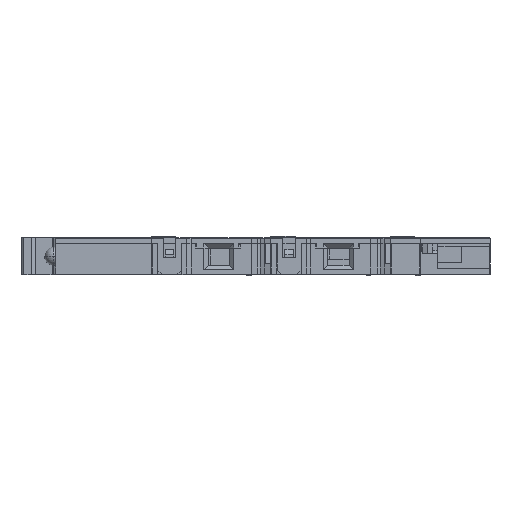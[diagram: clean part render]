
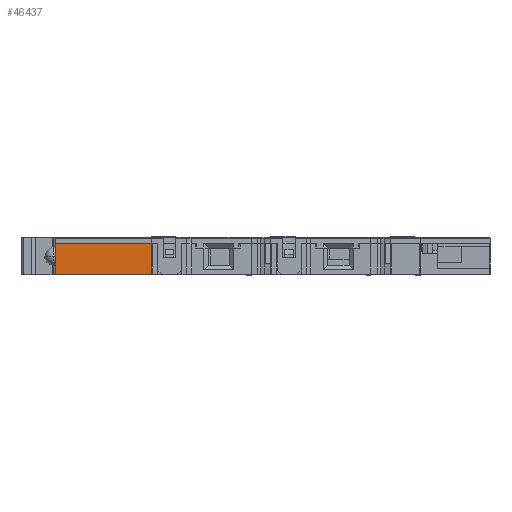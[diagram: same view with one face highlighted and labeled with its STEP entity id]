
A CAD part, left-side view. The second image highlights one B-rep face of the part: STEP entity #46437.
In plain terms, the highlighted planar face has unit normal (-1, 0, 0).
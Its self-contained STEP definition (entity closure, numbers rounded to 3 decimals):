
#689 = VERTEX_POINT ( 'NONE', #55372 ) ;
#2747 = DIRECTION ( 'NONE',  ( 1., 0., 0. ) ) ;
#3537 = VERTEX_POINT ( 'NONE', #38852 ) ;
#4383 = CARTESIAN_POINT ( 'NONE',  ( -155.54, -51.851, -1. ) ) ;
#5348 = LINE ( 'NONE', #49958, #31520 ) ;
#8427 = CARTESIAN_POINT ( 'NONE',  ( -155.54, -36.301, -1. ) ) ;
#9810 = VECTOR ( 'NONE', #29359, 1000. ) ;
#11165 = VERTEX_POINT ( 'NONE', #48254 ) ;
#11210 = ORIENTED_EDGE ( 'NONE', *, *, #45879, .T. ) ;
#11698 = ORIENTED_EDGE ( 'NONE', *, *, #34962, .T. ) ;
#17722 = CARTESIAN_POINT ( 'NONE',  ( -155.54, -51.851, -1. ) ) ;
#19723 = ORIENTED_EDGE ( 'NONE', *, *, #58612, .T. ) ;
#20650 = DIRECTION ( 'NONE',  ( 0., 1., 0. ) ) ;
#21742 = FACE_OUTER_BOUND ( 'NONE', #32554, .T. ) ;
#26509 = CARTESIAN_POINT ( 'NONE',  ( -155.54, -36.301, 4.1 ) ) ;
#29359 = DIRECTION ( 'NONE',  ( 0., 0., 1. ) ) ;
#31520 = VECTOR ( 'NONE', #20650, 1000. ) ;
#32554 = EDGE_LOOP ( 'NONE', ( #41478, #11698, #19723, #11210 ) ) ;
#33515 = CARTESIAN_POINT ( 'NONE',  ( -155.54, -51.851, -0.85 ) ) ;
#33671 = LINE ( 'NONE', #4383, #9810 ) ;
#34962 = EDGE_CURVE ( 'NONE', #63254, #3537, #63997, .T. ) ;
#37851 = DIRECTION ( 'NONE',  ( 0., -1., 0. ) ) ;
#38154 = EDGE_CURVE ( 'NONE', #11165, #63254, #5348, .T. ) ;
#38852 = CARTESIAN_POINT ( 'NONE',  ( -155.54, -36.301, -0.85 ) ) ;
#40256 = VECTOR ( 'NONE', #37851, 1000. ) ;
#41478 = ORIENTED_EDGE ( 'NONE', *, *, #38154, .T. ) ;
#43052 = DIRECTION ( 'NONE',  ( 0., 0., -1. ) ) ;
#45879 = EDGE_CURVE ( 'NONE', #689, #11165, #33671, .T. ) ;
#46437 = ADVANCED_FACE ( 'NONE', ( #21742 ), #63304, .F. ) ;
#47827 = LINE ( 'NONE', #33515, #40256 ) ;
#48254 = CARTESIAN_POINT ( 'NONE',  ( -155.54, -51.851, 4.1 ) ) ;
#49958 = CARTESIAN_POINT ( 'NONE',  ( -155.54, -51.851, 4.1 ) ) ;
#53338 = DIRECTION ( 'NONE',  ( 0., 1., 0. ) ) ;
#55372 = CARTESIAN_POINT ( 'NONE',  ( -155.54, -51.851, -0.85 ) ) ;
#55549 = AXIS2_PLACEMENT_3D ( 'NONE', #17722, #2747, #53338 ) ;
#57515 = VECTOR ( 'NONE', #43052, 1000. ) ;
#58612 = EDGE_CURVE ( 'NONE', #3537, #689, #47827, .T. ) ;
#63254 = VERTEX_POINT ( 'NONE', #26509 ) ;
#63304 = PLANE ( 'NONE',  #55549 ) ;
#63997 = LINE ( 'NONE', #8427, #57515 ) ;
